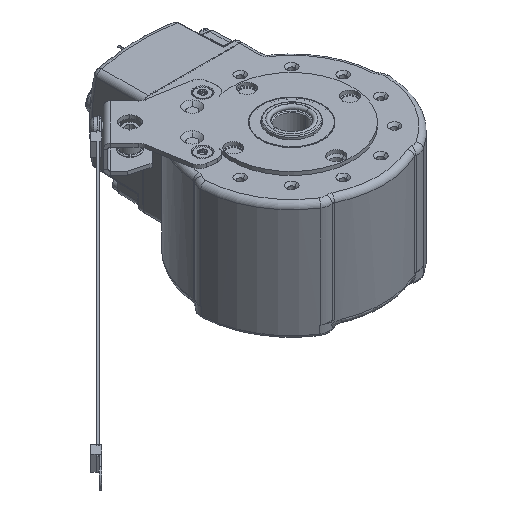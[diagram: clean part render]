
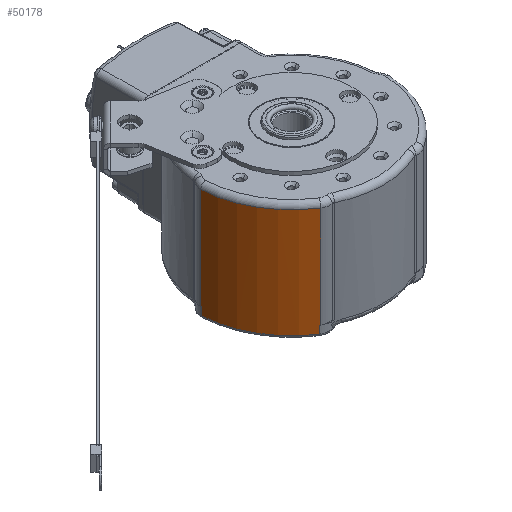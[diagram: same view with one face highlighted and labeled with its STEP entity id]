
A CAD part, isometric view. The second image highlights one B-rep face of the part: STEP entity #50178.
In plain terms, the highlighted cylindrical face has radius 55 mm (diameter 110 mm), a partial arc.
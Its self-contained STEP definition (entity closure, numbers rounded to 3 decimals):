
#19247=DIRECTION('',(0.,0.,-1.));
#19248=VECTOR('',#19247,58.5);
#19249=CARTESIAN_POINT('',(-54.944,-2.477,8.3));
#19250=LINE('',#19249,#19248);
#19256=CARTESIAN_POINT('',(0.,0.,8.3));
#19257=DIRECTION('',(0.,0.,-1.));
#19258=DIRECTION('',(-0.538,-0.843,0.));
#19259=AXIS2_PLACEMENT_3D('',#19256,#19257,#19258);
#19261=DIRECTION('',(0.,0.,-1.));
#19262=VECTOR('',#19261,4.5);
#19263=CARTESIAN_POINT('',(-30.051,-46.064,-50.2));
#19264=LINE('',#19263,#19262);
#19265=CARTESIAN_POINT('',(0.,0.,-54.7));
#19266=DIRECTION('',(0.,0.,-1.));
#19267=DIRECTION('',(-0.546,-0.838,0.));
#19268=AXIS2_PLACEMENT_3D('',#19265,#19266,#19267);
#19270=DIRECTION('',(0.,0.,-1.));
#19271=VECTOR('',#19270,4.5);
#19272=CARTESIAN_POINT('',(-54.918,-2.993,-50.2));
#19273=LINE('',#19272,#19271);
#20687=CARTESIAN_POINT('',(0.,0.,-50.2));
#20688=DIRECTION('',(0.,0.,1.));
#20689=DIRECTION('',(-0.999,-0.045,0.));
#20690=AXIS2_PLACEMENT_3D('',#20687,#20688,#20689);
#21117=CARTESIAN_POINT('',(0.,0.,-50.2));
#21118=DIRECTION('',(0.,0.,1.));
#21119=DIRECTION('',(-0.546,-0.838,0.));
#21120=AXIS2_PLACEMENT_3D('',#21117,#21118,#21119);
#21127=DIRECTION('',(0.,0.,1.));
#21128=VECTOR('',#21127,58.5);
#21129=CARTESIAN_POINT('',(-29.617,-46.345,-50.2));
#21130=LINE('',#21129,#21128);
#32764=CARTESIAN_POINT('',(-30.051,-46.064,-54.7));
#32765=CARTESIAN_POINT('',(-54.918,-2.993,-54.7));
#32766=VERTEX_POINT('',#32764);
#32767=VERTEX_POINT('',#32765);
#33949=CARTESIAN_POINT('',(-29.617,-46.345,8.3));
#33950=CARTESIAN_POINT('',(-54.944,-2.477,8.3));
#33951=VERTEX_POINT('',#33949);
#33952=VERTEX_POINT('',#33950);
#34410=CARTESIAN_POINT('',(-29.617,-46.345,-50.2));
#34412=VERTEX_POINT('',#34410);
#34413=CARTESIAN_POINT('',(-54.944,-2.477,-50.2));
#34415=VERTEX_POINT('',#34413);
#34451=CARTESIAN_POINT('',(-54.918,-2.993,-50.2));
#34452=VERTEX_POINT('',#34451);
#34453=CARTESIAN_POINT('',(-30.051,-46.064,-50.2));
#34454=VERTEX_POINT('',#34453);
#50156=CARTESIAN_POINT('',(0.,0.,-56.2));
#50157=DIRECTION('',(0.,0.,1.));
#50158=DIRECTION('',(1.,0.,0.));
#50159=AXIS2_PLACEMENT_3D('',#50156,#50157,#50158);
#50160=CYLINDRICAL_SURFACE('',#50159,55.);
#50161=ORIENTED_EDGE('',*,*,#50139,.F.);
#50163=ORIENTED_EDGE('',*,*,#50162,.F.);
#50165=ORIENTED_EDGE('',*,*,#50164,.F.);
#50167=ORIENTED_EDGE('',*,*,#50166,.F.);
#50169=ORIENTED_EDGE('',*,*,#50168,.T.);
#50171=ORIENTED_EDGE('',*,*,#50170,.T.);
#50173=ORIENTED_EDGE('',*,*,#50172,.F.);
#50175=ORIENTED_EDGE('',*,*,#50174,.F.);
#50176=EDGE_LOOP('',(#50161,#50163,#50165,#50167,#50169,#50171,#50173,#50175));
#50177=FACE_OUTER_BOUND('',#50176,.F.);
#19260=CIRCLE('',#19259,55.);
#19269=CIRCLE('',#19268,55.);
#20691=CIRCLE('',#20690,55.);
#21121=CIRCLE('',#21120,55.);
#50139=EDGE_CURVE('',#33952,#34415,#19250,.T.);
#50162=EDGE_CURVE('',#33951,#33952,#19260,.T.);
#50164=EDGE_CURVE('',#34412,#33951,#21130,.T.);
#50166=EDGE_CURVE('',#34454,#34412,#21121,.T.);
#50168=EDGE_CURVE('',#34454,#32766,#19264,.T.);
#50170=EDGE_CURVE('',#32766,#32767,#19269,.T.);
#50172=EDGE_CURVE('',#34452,#32767,#19273,.T.);
#50174=EDGE_CURVE('',#34415,#34452,#20691,.T.);
#50178=ADVANCED_FACE('',(#50177),#50160,.T.);
